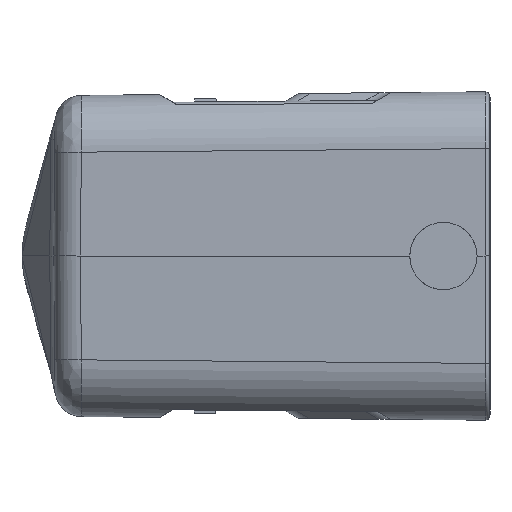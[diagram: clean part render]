
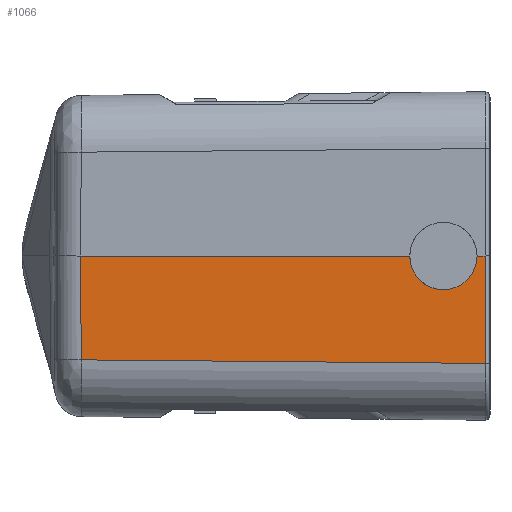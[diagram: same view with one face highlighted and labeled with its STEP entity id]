
A CAD part, left-side view. The second image highlights one B-rep face of the part: STEP entity #1066.
In plain terms, the highlighted planar face has unit normal (-1, 0.009, -0.009).
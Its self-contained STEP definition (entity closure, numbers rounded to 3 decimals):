
#669=FACE_OUTER_BOUND('',#2017,.T.);
#1066=ADVANCED_FACE('',(#669),#1290,.T.);
#1290=PLANE('',#7564);
#1548=ELLIPSE('',#7563,4.4,4.4);
#2017=EDGE_LOOP('',(#4965,#4966,#4967,#4968,#4969,#4970,#4971));
#2573=LINE('',#13377,#3169);
#2594=LINE('',#13552,#3190);
#2596=LINE('',#13581,#3192);
#2597=LINE('',#13583,#3193);
#2598=LINE('',#13585,#3194);
#2599=LINE('',#13587,#3195);
#3169=VECTOR('',#9127,1.);
#3190=VECTOR('',#9226,1.);
#3192=VECTOR('',#9238,1.);
#3193=VECTOR('',#9241,1.);
#3194=VECTOR('',#9242,1.);
#3195=VECTOR('',#9243,1.);
#4965=ORIENTED_EDGE('',*,*,#6770,.F.);
#4966=ORIENTED_EDGE('',*,*,#6718,.F.);
#4967=ORIENTED_EDGE('',*,*,#6763,.F.);
#4968=ORIENTED_EDGE('',*,*,#6769,.T.);
#4969=ORIENTED_EDGE('',*,*,#6771,.F.);
#4970=ORIENTED_EDGE('',*,*,#6772,.F.);
#4971=ORIENTED_EDGE('',*,*,#6773,.T.);
#5795=VERTEX_POINT('',#13357);
#5796=VERTEX_POINT('',#13378);
#5820=VERTEX_POINT('',#13553);
#5823=VERTEX_POINT('',#13580);
#5824=VERTEX_POINT('',#13584);
#5825=VERTEX_POINT('',#13586);
#5826=VERTEX_POINT('',#13588);
#6718=EDGE_CURVE('',#5795,#5796,#2573,.T.);
#6763=EDGE_CURVE('',#5820,#5795,#2594,.T.);
#6769=EDGE_CURVE('',#5820,#5823,#2596,.T.);
#6770=EDGE_CURVE('',#5796,#5824,#2597,.T.);
#6771=EDGE_CURVE('',#5825,#5823,#2598,.T.);
#6772=EDGE_CURVE('',#5826,#5825,#2599,.T.);
#6773=EDGE_CURVE('',#5826,#5824,#1548,.T.);
#7563=AXIS2_PLACEMENT_3D('',#13589,#9244,#9245);
#7564=AXIS2_PLACEMENT_3D('',#13590,#9246,#9247);
#9127=DIRECTION('',(-0.009,0.009,1.));
#9226=DIRECTION('',(0.009,1.,0.009));
#9238=DIRECTION('',(-0.009,0.,1.));
#9241=DIRECTION('',(-0.009,-1.,0.));
#9242=DIRECTION('',(-0.009,-1.,0.));
#9243=DIRECTION('',(-0.009,-1.,-0.001));
#9244=DIRECTION('',(1.,-0.009,0.009));
#9245=DIRECTION('',(-0.012,-0.707,0.707));
#9246=DIRECTION('',(-1.,0.009,-0.009));
#9247=DIRECTION('',(0.009,0.,-1.));
#13357=CARTESIAN_POINT('',(-35.915,123.412,-13.6));
#13377=CARTESIAN_POINT('',(-36.033,123.531,0.034));
#13378=CARTESIAN_POINT('',(-36.033,123.531,0.));
#13552=CARTESIAN_POINT('',(-36.376,70.132,-14.065));
#13553=CARTESIAN_POINT('',(-36.373,70.504,-14.061));
#13580=CARTESIAN_POINT('',(-36.496,70.504,0.));
#13581=CARTESIAN_POINT('',(-36.506,70.504,1.225));
#13583=CARTESIAN_POINT('',(-36.033,123.531,0.));
#13584=CARTESIAN_POINT('',(-36.409,80.4,0.));
#13585=CARTESIAN_POINT('',(-36.491,71.009,0.));
#13586=CARTESIAN_POINT('',(-36.491,71.009,0.));
#13587=CARTESIAN_POINT('',(-36.486,71.6,0.));
#13588=CARTESIAN_POINT('',(-36.486,71.6,0.));
#13589=CARTESIAN_POINT('',(-36.448,76.,0.));
#13590=CARTESIAN_POINT('',(-36.511,70.,1.225));
